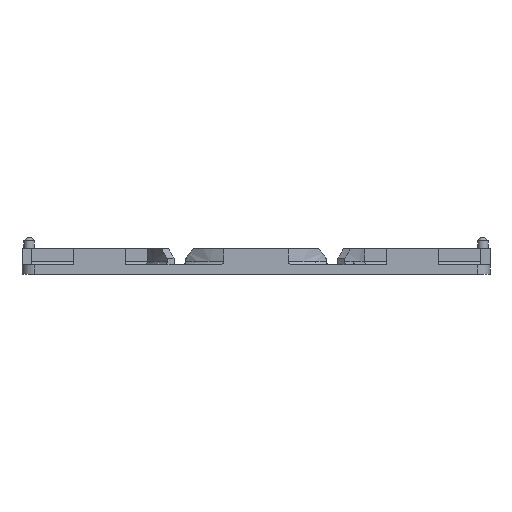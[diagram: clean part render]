
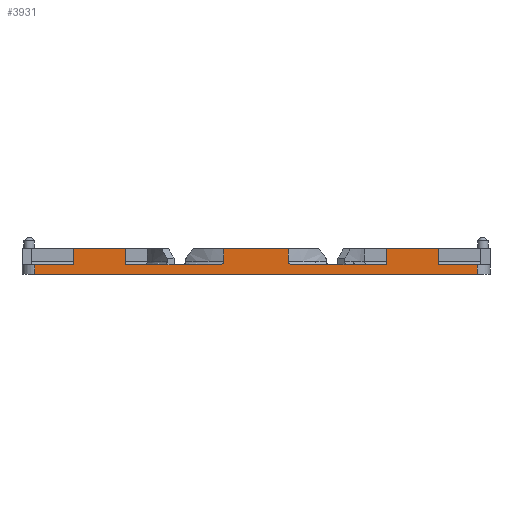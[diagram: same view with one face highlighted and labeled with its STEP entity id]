
A CAD part, front view. The second image highlights one B-rep face of the part: STEP entity #3931.
In plain terms, the highlighted planar face has unit normal (0, -1, 0).
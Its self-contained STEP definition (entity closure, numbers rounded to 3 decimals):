
#150=PLANE('',#4284);
#381=FACE_OUTER_BOUND('',#628,.T.);
#628=EDGE_LOOP('',(#3176,#3177,#3178,#3179,#3180,#3181,#3182,#3183,#3184,
#3185,#3186,#3187,#3188,#3189,#3190,#3191,#3192,#3193));
#827=LINE('',#5840,#1228);
#831=LINE('',#5848,#1232);
#839=LINE('',#5876,#1240);
#843=LINE('',#5884,#1244);
#913=LINE('',#6317,#1314);
#941=LINE('',#6480,#1342);
#988=LINE('',#6592,#1389);
#991=LINE('',#6597,#1392);
#992=LINE('',#6599,#1393);
#993=LINE('',#6601,#1394);
#994=LINE('',#6602,#1395);
#995=LINE('',#6604,#1396);
#996=LINE('',#6606,#1397);
#997=LINE('',#6607,#1398);
#998=LINE('',#6610,#1399);
#999=LINE('',#6612,#1400);
#1228=VECTOR('',#4602,10.);
#1232=VECTOR('',#4606,10.);
#1240=VECTOR('',#4626,10.);
#1244=VECTOR('',#4630,10.);
#1314=VECTOR('',#4878,10.);
#1342=VECTOR('',#4976,10.);
#1389=VECTOR('',#5053,10.);
#1392=VECTOR('',#5058,10.);
#1393=VECTOR('',#5061,10.);
#1394=VECTOR('',#5064,10.);
#1395=VECTOR('',#5065,10.);
#1396=VECTOR('',#5066,10.);
#1397=VECTOR('',#5067,10.);
#1398=VECTOR('',#5068,10.);
#1399=VECTOR('',#5071,10.);
#1400=VECTOR('',#5072,10.);
#1688=CIRCLE('',#4285,0.5);
#1689=CIRCLE('',#4286,0.5);
#1786=VERTEX_POINT('',#5837);
#1787=VERTEX_POINT('',#5839);
#1790=VERTEX_POINT('',#5845);
#1791=VERTEX_POINT('',#5847);
#1804=VERTEX_POINT('',#5873);
#1805=VERTEX_POINT('',#5875);
#1808=VERTEX_POINT('',#5881);
#1809=VERTEX_POINT('',#5883);
#1918=VERTEX_POINT('',#6314);
#1919=VERTEX_POINT('',#6316);
#1950=VERTEX_POINT('',#6477);
#1951=VERTEX_POINT('',#6479);
#2001=VERTEX_POINT('',#6591);
#2002=VERTEX_POINT('',#6595);
#2003=VERTEX_POINT('',#6603);
#2004=VERTEX_POINT('',#6605);
#2005=VERTEX_POINT('',#6608);
#2006=VERTEX_POINT('',#6611);
#2167=EDGE_CURVE('',#1786,#1787,#827,.T.);
#2171=EDGE_CURVE('',#1790,#1791,#831,.T.);
#2185=EDGE_CURVE('',#1804,#1805,#839,.T.);
#2189=EDGE_CURVE('',#1808,#1809,#843,.T.);
#2332=EDGE_CURVE('',#1918,#1919,#913,.T.);
#2383=EDGE_CURVE('',#1951,#1950,#941,.T.);
#2439=EDGE_CURVE('',#2001,#1787,#988,.T.);
#2442=EDGE_CURVE('',#2002,#1790,#991,.T.);
#2443=EDGE_CURVE('',#2001,#2002,#992,.T.);
#2444=EDGE_CURVE('',#1951,#1786,#993,.T.);
#2445=EDGE_CURVE('',#1809,#1950,#994,.T.);
#2446=EDGE_CURVE('',#2003,#1808,#995,.T.);
#2447=EDGE_CURVE('',#2003,#2004,#996,.T.);
#2448=EDGE_CURVE('',#2004,#1805,#997,.T.);
#2449=EDGE_CURVE('',#2005,#1804,#1688,.T.);
#2450=EDGE_CURVE('',#1919,#2005,#998,.T.);
#2451=EDGE_CURVE('',#1918,#2006,#999,.T.);
#2452=EDGE_CURVE('',#1791,#2006,#1689,.T.);
#3176=ORIENTED_EDGE('',*,*,#2167,.F.);
#3177=ORIENTED_EDGE('',*,*,#2444,.F.);
#3178=ORIENTED_EDGE('',*,*,#2383,.T.);
#3179=ORIENTED_EDGE('',*,*,#2445,.F.);
#3180=ORIENTED_EDGE('',*,*,#2189,.F.);
#3181=ORIENTED_EDGE('',*,*,#2446,.F.);
#3182=ORIENTED_EDGE('',*,*,#2447,.T.);
#3183=ORIENTED_EDGE('',*,*,#2448,.T.);
#3184=ORIENTED_EDGE('',*,*,#2185,.F.);
#3185=ORIENTED_EDGE('',*,*,#2449,.F.);
#3186=ORIENTED_EDGE('',*,*,#2450,.F.);
#3187=ORIENTED_EDGE('',*,*,#2332,.F.);
#3188=ORIENTED_EDGE('',*,*,#2451,.T.);
#3189=ORIENTED_EDGE('',*,*,#2452,.F.);
#3190=ORIENTED_EDGE('',*,*,#2171,.F.);
#3191=ORIENTED_EDGE('',*,*,#2442,.F.);
#3192=ORIENTED_EDGE('',*,*,#2443,.F.);
#3193=ORIENTED_EDGE('',*,*,#2439,.T.);
#3931=ADVANCED_FACE('',(#381),#150,.T.);
#4284=AXIS2_PLACEMENT_3D('',#6600,#5062,#5063);
#4285=AXIS2_PLACEMENT_3D('',#6609,#5069,#5070);
#4286=AXIS2_PLACEMENT_3D('',#6613,#5073,#5074);
#4602=DIRECTION('',(1.,0.,0.));
#4606=DIRECTION('',(1.,0.,0.));
#4626=DIRECTION('',(1.,0.,0.));
#4630=DIRECTION('',(1.,0.,0.));
#4878=DIRECTION('',(1.,0.,0.));
#4976=DIRECTION('',(1.,0.,0.));
#5053=DIRECTION('',(0.,0.,-1.));
#5058=DIRECTION('',(0.,0.,-1.));
#5061=DIRECTION('',(1.,0.,0.));
#5062=DIRECTION('center_axis',(0.,-1.,0.));
#5063=DIRECTION('ref_axis',(1.,0.,0.));
#5064=DIRECTION('',(0.,0.,1.));
#5065=DIRECTION('',(0.,0.,-1.));
#5066=DIRECTION('',(0.,0.,-1.));
#5067=DIRECTION('',(-1.,0.,0.));
#5068=DIRECTION('',(0.,0.,-1.));
#5069=DIRECTION('center_axis',(0.,-1.,0.));
#5070=DIRECTION('ref_axis',(-0.707,0.,-0.707));
#5071=DIRECTION('',(0.,0.,-1.));
#5072=DIRECTION('',(0.,0.,-1.));
#5073=DIRECTION('center_axis',(0.,-1.,0.));
#5074=DIRECTION('ref_axis',(0.707,0.,-0.707));
#5837=CARTESIAN_POINT('',(-34.1,-36.1,-3.7));
#5839=CARTESIAN_POINT('',(-28.1,-36.1,-3.7));
#5840=CARTESIAN_POINT('',(18.05,-36.1,-3.7));
#5845=CARTESIAN_POINT('',(-20.1,-36.1,-3.7));
#5847=CARTESIAN_POINT('',(-5.5,-36.1,-3.7));
#5848=CARTESIAN_POINT('',(18.05,-36.1,-3.7));
#5873=CARTESIAN_POINT('',(5.5,-36.1,-3.7));
#5875=CARTESIAN_POINT('',(20.1,-36.1,-3.7));
#5876=CARTESIAN_POINT('',(18.05,-36.1,-3.7));
#5881=CARTESIAN_POINT('',(28.1,-36.1,-3.7));
#5883=CARTESIAN_POINT('',(34.1,-36.1,-3.7));
#5884=CARTESIAN_POINT('',(18.05,-36.1,-3.7));
#6314=CARTESIAN_POINT('',(-5.,-36.1,-1.2));
#6316=CARTESIAN_POINT('',(5.,-36.1,-1.2));
#6317=CARTESIAN_POINT('',(-36.1,-36.1,-1.2));
#6477=CARTESIAN_POINT('',(34.1,-36.1,-5.2));
#6479=CARTESIAN_POINT('',(-34.1,-36.1,-5.2));
#6480=CARTESIAN_POINT('',(18.05,-36.1,-5.2));
#6591=CARTESIAN_POINT('',(-28.1,-36.1,-1.2));
#6592=CARTESIAN_POINT('',(-28.1,-36.1,-1.2));
#6595=CARTESIAN_POINT('',(-20.1,-36.1,-1.2));
#6597=CARTESIAN_POINT('',(-20.1,-36.1,-1.2));
#6599=CARTESIAN_POINT('',(-28.1,-36.1,-1.2));
#6600=CARTESIAN_POINT('Origin',(-36.1,-36.1,-5.2));
#6601=CARTESIAN_POINT('',(-34.1,-36.1,-5.2));
#6602=CARTESIAN_POINT('',(34.1,-36.1,-5.2));
#6603=CARTESIAN_POINT('',(28.1,-36.1,-1.2));
#6604=CARTESIAN_POINT('',(28.1,-36.1,-1.2));
#6605=CARTESIAN_POINT('',(20.1,-36.1,-1.2));
#6606=CARTESIAN_POINT('',(28.1,-36.1,-1.2));
#6607=CARTESIAN_POINT('',(20.1,-36.1,-1.2));
#6608=CARTESIAN_POINT('',(5.,-36.1,-3.2));
#6609=CARTESIAN_POINT('Origin',(5.5,-36.1,-3.2));
#6610=CARTESIAN_POINT('',(5.,-36.1,-1.2));
#6611=CARTESIAN_POINT('',(-5.,-36.1,-3.2));
#6612=CARTESIAN_POINT('',(-5.,-36.1,-1.2));
#6613=CARTESIAN_POINT('Origin',(-5.5,-36.1,-3.2));
